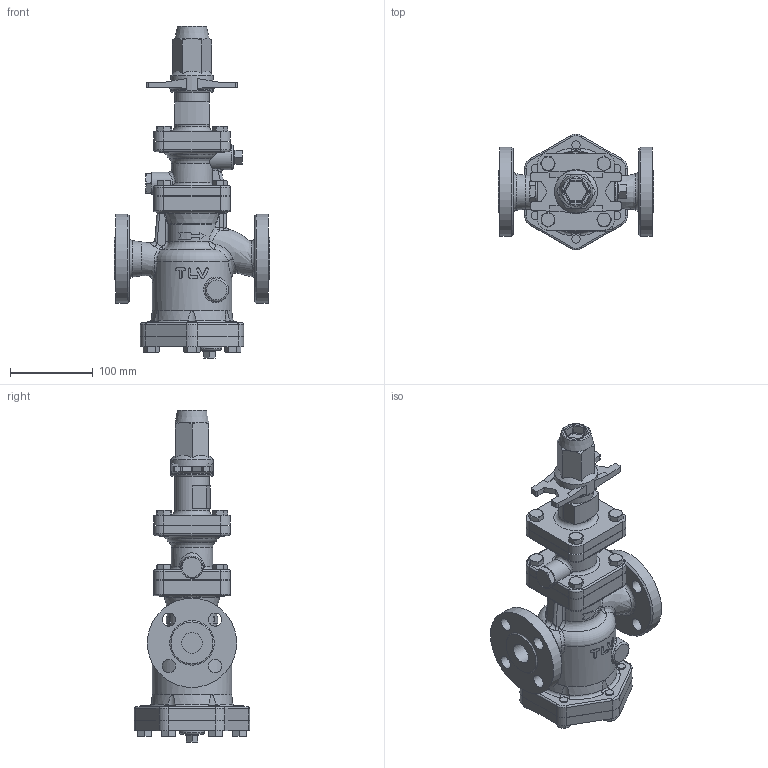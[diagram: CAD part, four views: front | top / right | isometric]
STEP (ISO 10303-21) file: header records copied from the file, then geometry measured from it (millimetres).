
FILE_DESCRIPTION(/* description */ (''),/* implementation_level */ '2;1');
FILE_NAME(/* name */ 'acosr-025-a0150-00.stp',/* time_stamp */ '2017-11-15T08:06:36+09:00',/* author */ ('nakaot'),/* organization */ (''),/* preprocessor_version */ 'ST-DEVELOPER v15.6',/* originating_system */ 'Autodesk Inventor 2015',/* authorisation */ '');
FILE_SCHEMA (('CONFIG_CONTROL_DESIGN'));
Length unit declared in the file: millimetre
Products named in the file (1): acosr-025-a0150-00
Bounding box: 188 x 140.27 x 402 mm (x, y, z)
Volume: 2350970.5 mm3; surface area: 263851.7 mm2
Topology: 1 solids, 1 shells, 768 faces, 1864 edges, 1161 vertices
Faces by surface type: plane 287, cylinder 182, cone 116, bspline 105, torus 65, sphere 13
Full cylindrical faces by diameter (mm): 10 x28, 12 x14, 16 x8, 25 x2, 27 x1, 30 x2, 42 x1, 52 x1, 62.069 x1, 70 x1, 96 x1, 108 x2
Entity records: 34767 total; most frequent: CARTESIAN_POINT 18300, ORIENTED_EDGE 3496, DIRECTION 3170, EDGE_CURVE 1748, AXIS2_PLACEMENT_3D 1280, VERTEX_POINT 1134, EDGE_LOOP 964, FACE_OUTER_BOUND 768
